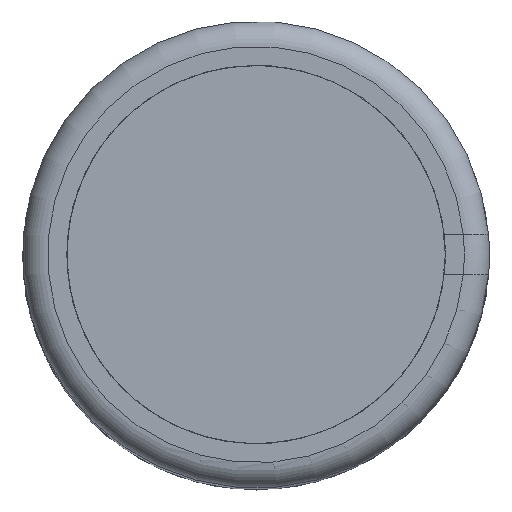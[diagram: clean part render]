
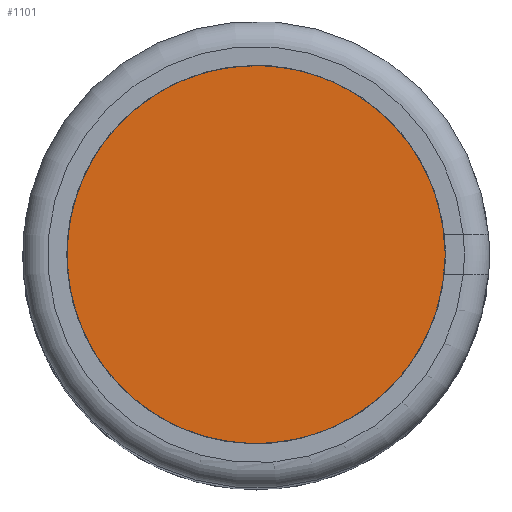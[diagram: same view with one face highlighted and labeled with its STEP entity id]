
A CAD part, top view. The second image highlights one B-rep face of the part: STEP entity #1101.
In plain terms, the highlighted planar face has unit normal (0, 0, 1).
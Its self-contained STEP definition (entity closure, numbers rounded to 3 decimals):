
#206=PLANE($,#1212);
#275=FACE_OUTER_BOUND($,#361,.T.);
#361=EDGE_LOOP($,(#776));
#448=CIRCLE($,#1210,7.5);
#513=VERTEX_POINT($,#1741);
#616=EDGE_CURVE($,#513,#513,#448,.T.);
#776=ORIENTED_EDGE($,*,*,#616,.F.);
#1101=ADVANCED_FACE($,(#275),#206,.T.);
#1210=AXIS2_PLACEMENT_3D($,#1742,#1375,#1376);
#1212=AXIS2_PLACEMENT_3D($,#1745,#1379,#1380);
#1375=DIRECTION('center_axis',(0.,0.,-1.));
#1376=DIRECTION('ref_axis',(1.,0.,0.));
#1379=DIRECTION('center_axis',(0.,0.,1.));
#1380=DIRECTION('ref_axis',(1.,0.,0.));
#1741=CARTESIAN_POINT('',(7.5,0.,46.3));
#1742=CARTESIAN_POINT('Origin',(0.,0.,46.3));
#1745=CARTESIAN_POINT('Origin',(0.,0.,46.3));
